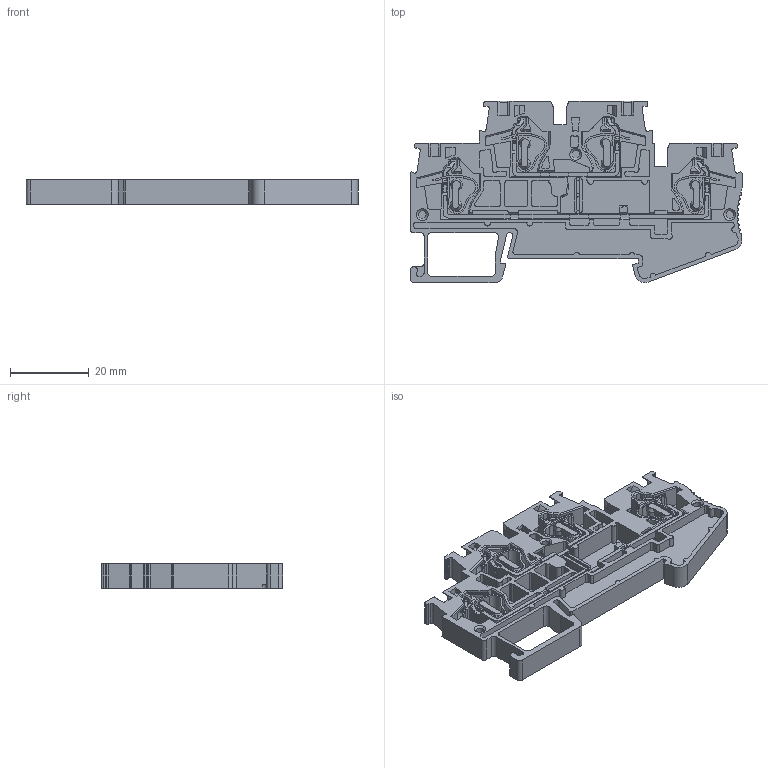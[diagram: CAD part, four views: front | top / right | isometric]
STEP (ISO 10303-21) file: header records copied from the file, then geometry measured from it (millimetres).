
FILE_DESCRIPTION (( 'STEP AP214' ), '1' );
FILE_NAME ('FJ6-4K.STEP', '2024-08-23T11:19:34', ( 'Windows User' ), ( 'P R C' ), 'SwSTEP 2.0', 'SolidWorks 2018', '' );
FILE_SCHEMA (( 'AUTOMOTIVE_DESIGN' ));
Length unit declared in the file: millimetre
Products named in the file (1): FJ6-4K
Bounding box: 84.07 x 45.94 x 6.2 mm (x, y, z)
Volume: 7912.3 mm3; surface area: 17019.3 mm2
Topology: 7 solids, 7 shells, 1700 faces, 4823 edges, 3147 vertices
Faces by surface type: plane 915, cylinder 654, bspline 91, cone 40
Entity records: 56739 total; most frequent: CARTESIAN_POINT 12563, ORIENTED_EDGE 9646, DIRECTION 8926, EDGE_CURVE 4823, VECTOR 3236, LINE 3236, VERTEX_POINT 3147, AXIS2_PLACEMENT_3D 2845
